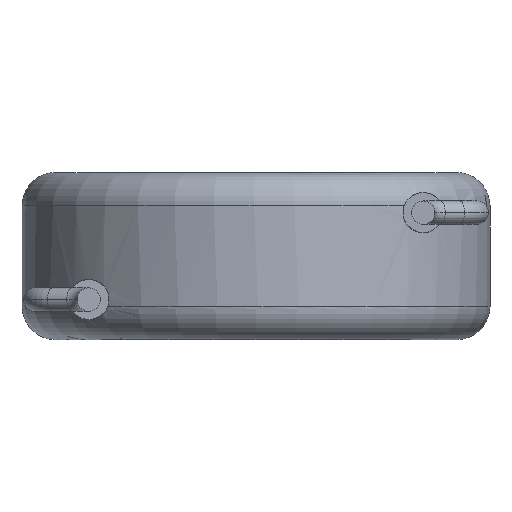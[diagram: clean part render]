
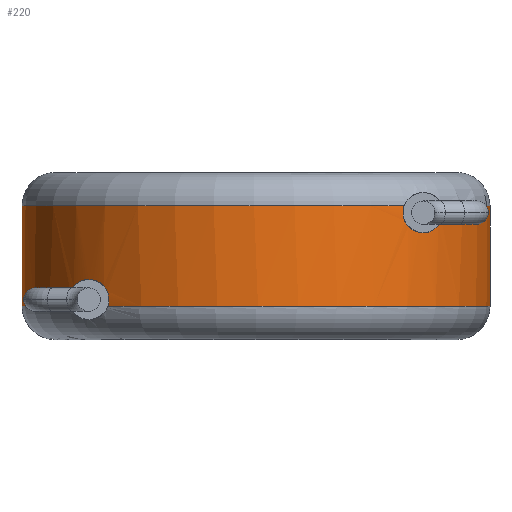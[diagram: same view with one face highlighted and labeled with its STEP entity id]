
A CAD part, front view. The second image highlights one B-rep face of the part: STEP entity #220.
In plain terms, the highlighted cylindrical face has radius 7 mm (diameter 14 mm), a partial arc.
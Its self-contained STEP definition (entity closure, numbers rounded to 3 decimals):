
#3 = CARTESIAN_POINT ( 'NONE',  ( -5.566, -4.245, 1. ) ) ;
#36 = CARTESIAN_POINT ( 'NONE',  ( -5.163, -4.728, 1.783 ) ) ;
#47 = CARTESIAN_POINT ( 'NONE',  ( -4.434, -5.416, 1. ) ) ;
#56 = CARTESIAN_POINT ( 'NONE',  ( 5.501, -4.329, 3.466 ) ) ;
#94 = EDGE_CURVE ( 'NONE', #4407, #795, #1172, .T. ) ;
#103 = CARTESIAN_POINT ( 'NONE',  ( 4.844, -5.054, 3.215 ) ) ;
#147 = CARTESIAN_POINT ( 'NONE',  ( 5.566, -4.245, 4. ) ) ;
#185 = CARTESIAN_POINT ( 'NONE',  ( 7., 0., 1. ) ) ;
#219 = LINE ( 'NONE', #838, #3269 ) ;
#220 = ADVANCED_FACE ( 'NONE', ( #1334 ), #930, .T. ) ;
#366 = EDGE_CURVE ( 'NONE', #445, #1621, #4101, .T. ) ;
#423 = ORIENTED_EDGE ( 'NONE', *, *, #2938, .T. ) ;
#426 = CARTESIAN_POINT ( 'NONE',  ( 5.382, -4.477, 3.328 ) ) ;
#433 = CARTESIAN_POINT ( 'NONE',  ( -5.584, -4.222, 1.051 ) ) ;
#445 = VERTEX_POINT ( 'NONE', #911 ) ;
#455 = CARTESIAN_POINT ( 'NONE',  ( 4.436, -5.415, 3.568 ) ) ;
#470 = CARTESIAN_POINT ( 'NONE',  ( -5., -4.899, 1.8 ) ) ;
#572 = CARTESIAN_POINT ( 'NONE',  ( 5.584, -4.222, 3.949 ) ) ;
#610 = EDGE_CURVE ( 'NONE', #1621, #4407, #4289, .T. ) ;
#623 = EDGE_CURVE ( 'NONE', #752, #3194, #912, .T. ) ;
#643 = AXIS2_PLACEMENT_3D ( 'NONE', #3052, #966, #2290 ) ;
#724 = CARTESIAN_POINT ( 'NONE',  ( -4.398, -5.446, 1.102 ) ) ;
#748 = CARTESIAN_POINT ( 'NONE',  ( 7., 0., 4. ) ) ;
#752 = VERTEX_POINT ( 'NONE', #3 ) ;
#795 = VERTEX_POINT ( 'NONE', #2411 ) ;
#806 = DIRECTION ( 'NONE',  ( 0., 0., -1. ) ) ;
#838 = CARTESIAN_POINT ( 'NONE',  ( 7., 0., 5. ) ) ;
#885 = VERTEX_POINT ( 'NONE', #748 ) ;
#891 = VERTEX_POINT ( 'NONE', #2125 ) ;
#911 = CARTESIAN_POINT ( 'NONE',  ( 5.566, -4.245, 4. ) ) ;
#912 = B_SPLINE_CURVE_WITH_KNOTS ( 'NONE', 3,
 ( #1838, #433, #1477, #2810, #3437, #3880, #3091, #4209, #3197, #36, #1400, #1063 ),
 .UNSPECIFIED., .F., .F.,
 ( 4, 2, 2, 2, 2, 4 ),
 ( 0.003, 0.003, 0.004, 0.004, 0.004, 0.005 ),
 .UNSPECIFIED. ) ;
#930 = CYLINDRICAL_SURFACE ( 'NONE', #643, 7. ) ;
#966 = DIRECTION ( 'NONE',  ( 0., 0., -1. ) ) ;
#990 = EDGE_CURVE ( 'NONE', #885, #445, #2579, .T. ) ;
#1063 = CARTESIAN_POINT ( 'NONE',  ( -5., -4.899, 1.8 ) ) ;
#1134 = CARTESIAN_POINT ( 'NONE',  ( 4.39, -5.452, 3.783 ) ) ;
#1154 = DIRECTION ( 'NONE',  ( 1., 0., 0. ) ) ;
#1172 = CIRCLE ( 'NONE', #1536, 7. ) ;
#1334 = FACE_OUTER_BOUND ( 'NONE', #4316, .T. ) ;
#1342 = DIRECTION ( 'NONE',  ( 0., 0., -1. ) ) ;
#1390 = CARTESIAN_POINT ( 'NONE',  ( 5.597, -4.205, 3.714 ) ) ;
#1400 = CARTESIAN_POINT ( 'NONE',  ( -5.083, -4.815, 1.8 ) ) ;
#1421 = CARTESIAN_POINT ( 'NONE',  ( 5.473, -4.364, 3.429 ) ) ;
#1441 = ORIENTED_EDGE ( 'NONE', *, *, #4126, .T. ) ;
#1465 = ORIENTED_EDGE ( 'NONE', *, *, #610, .T. ) ;
#1477 = CARTESIAN_POINT ( 'NONE',  ( -5.596, -4.205, 1.108 ) ) ;
#1522 = CARTESIAN_POINT ( 'NONE',  ( 0., 0., 4. ) ) ;
#1524 = DIRECTION ( 'NONE',  ( 0., 0., -1. ) ) ;
#1536 = AXIS2_PLACEMENT_3D ( 'NONE', #1522, #806, #2182 ) ;
#1582 = VERTEX_POINT ( 'NONE', #2779 ) ;
#1621 = VERTEX_POINT ( 'NONE', #2929 ) ;
#1675 = ORIENTED_EDGE ( 'NONE', *, *, #990, .T. ) ;
#1728 = LINE ( 'NONE', #1989, #1910 ) ;
#1767 = AXIS2_PLACEMENT_3D ( 'NONE', #4275, #2582, #1920 ) ;
#1781 = DIRECTION ( 'NONE',  ( 1., 0., 0. ) ) ;
#1797 = CARTESIAN_POINT ( 'NONE',  ( 4.923, -4.978, 3.2 ) ) ;
#1809 = CARTESIAN_POINT ( 'NONE',  ( 5.162, -4.73, 3.216 ) ) ;
#1838 = CARTESIAN_POINT ( 'NONE',  ( -5.566, -4.245, 1. ) ) ;
#1854 = B_SPLINE_CURVE_WITH_KNOTS ( 'NONE', 3,
 ( #470, #3140, #3528, #4169, #2168, #3466, #3843, #3209, #724, #47 ),
 .UNSPECIFIED., .F., .F.,
 ( 4, 2, 2, 2, 4 ),
 ( 0., 0., 0.001, 0.001, 0.001 ),
 .UNSPECIFIED. ) ;
#1894 = DIRECTION ( 'NONE',  ( 0., 0., 1. ) ) ;
#1910 = VECTOR ( 'NONE', #1342, 1000. ) ;
#1920 = DIRECTION ( 'NONE',  ( 1., 0., 0. ) ) ;
#1946 = ORIENTED_EDGE ( 'NONE', *, *, #4381, .T. ) ;
#1989 = CARTESIAN_POINT ( 'NONE',  ( -7., 0., 5. ) ) ;
#2009 = CARTESIAN_POINT ( 'NONE',  ( 5.596, -4.206, 3.892 ) ) ;
#2095 = DIRECTION ( 'NONE',  ( 0., 0., -1. ) ) ;
#2109 = EDGE_CURVE ( 'NONE', #885, #2494, #219, .T. ) ;
#2125 = CARTESIAN_POINT ( 'NONE',  ( -4.434, -5.416, 1. ) ) ;
#2158 = CARTESIAN_POINT ( 'NONE',  ( 4.69, -5.198, 3.28 ) ) ;
#2168 = CARTESIAN_POINT ( 'NONE',  ( -4.615, -5.264, 1.67 ) ) ;
#2182 = DIRECTION ( 'NONE',  ( 1., 0., 0. ) ) ;
#2210 = CIRCLE ( 'NONE', #4063, 7. ) ;
#2290 = DIRECTION ( 'NONE',  ( -1., 0., 0. ) ) ;
#2379 = CARTESIAN_POINT ( 'NONE',  ( 5.602, -4.197, 3.774 ) ) ;
#2401 = ORIENTED_EDGE ( 'NONE', *, *, #2109, .F. ) ;
#2411 = CARTESIAN_POINT ( 'NONE',  ( -7., 0., 4. ) ) ;
#2494 = VERTEX_POINT ( 'NONE', #185 ) ;
#2496 = CARTESIAN_POINT ( 'NONE',  ( 5., -4.899, 3.2 ) ) ;
#2504 = CARTESIAN_POINT ( 'NONE',  ( 0., 0., 4. ) ) ;
#2578 = EDGE_CURVE ( 'NONE', #891, #2494, #2952, .T. ) ;
#2579 = CIRCLE ( 'NONE', #3743, 7. ) ;
#2582 = DIRECTION ( 'NONE',  ( 0., 0., 1. ) ) ;
#2762 = CARTESIAN_POINT ( 'NONE',  ( 5.312, -4.56, 3.281 ) ) ;
#2779 = CARTESIAN_POINT ( 'NONE',  ( -7., 0., 1. ) ) ;
#2810 = CARTESIAN_POINT ( 'NONE',  ( -5.602, -4.197, 1.226 ) ) ;
#2824 = ORIENTED_EDGE ( 'NONE', *, *, #623, .T. ) ;
#2929 = CARTESIAN_POINT ( 'NONE',  ( 5., -4.899, 3.2 ) ) ;
#2938 = EDGE_CURVE ( 'NONE', #795, #1582, #1728, .T. ) ;
#2952 = CIRCLE ( 'NONE', #1767, 7. ) ;
#3052 = CARTESIAN_POINT ( 'NONE',  ( 0., 0., 5. ) ) ;
#3091 = CARTESIAN_POINT ( 'NONE',  ( -5.504, -4.327, 1.538 ) ) ;
#3111 = CARTESIAN_POINT ( 'NONE',  ( 5.57, -4.24, 3.604 ) ) ;
#3140 = CARTESIAN_POINT ( 'NONE',  ( -4.922, -4.978, 1.8 ) ) ;
#3142 = CARTESIAN_POINT ( 'NONE',  ( 5.55, -4.266, 3.554 ) ) ;
#3150 = CARTESIAN_POINT ( 'NONE',  ( 4.398, -5.446, 3.899 ) ) ;
#3158 = CARTESIAN_POINT ( 'NONE',  ( 4.434, -5.416, 4. ) ) ;
#3164 = CARTESIAN_POINT ( 'NONE',  ( 5., -4.899, 3.2 ) ) ;
#3171 = CARTESIAN_POINT ( 'NONE',  ( 4.434, -5.416, 4. ) ) ;
#3194 = VERTEX_POINT ( 'NONE', #4184 ) ;
#3197 = CARTESIAN_POINT ( 'NONE',  ( -5.312, -4.561, 1.719 ) ) ;
#3209 = CARTESIAN_POINT ( 'NONE',  ( -4.39, -5.452, 1.217 ) ) ;
#3241 = CARTESIAN_POINT ( 'NONE',  ( 0., 0., 1. ) ) ;
#3269 = VECTOR ( 'NONE', #1524, 1000. ) ;
#3437 = CARTESIAN_POINT ( 'NONE',  ( -5.597, -4.205, 1.286 ) ) ;
#3466 = CARTESIAN_POINT ( 'NONE',  ( -4.487, -5.374, 1.526 ) ) ;
#3528 = CARTESIAN_POINT ( 'NONE',  ( -4.845, -5.054, 1.786 ) ) ;
#3664 = ORIENTED_EDGE ( 'NONE', *, *, #94, .T. ) ;
#3743 = AXIS2_PLACEMENT_3D ( 'NONE', #2504, #2095, #1781 ) ;
#3834 = CARTESIAN_POINT ( 'NONE',  ( 4.487, -5.374, 3.475 ) ) ;
#3843 = CARTESIAN_POINT ( 'NONE',  ( -4.436, -5.415, 1.432 ) ) ;
#3880 = CARTESIAN_POINT ( 'NONE',  ( -5.557, -4.257, 1.45 ) ) ;
#3955 = ORIENTED_EDGE ( 'NONE', *, *, #366, .T. ) ;
#4063 = AXIS2_PLACEMENT_3D ( 'NONE', #3241, #1894, #1154 ) ;
#4101 = B_SPLINE_CURVE_WITH_KNOTS ( 'NONE', 3,
 ( #147, #572, #2009, #2379, #1390, #3111, #3142, #56, #1421, #426, #2762, #1809, #4155, #3164 ),
 .UNSPECIFIED., .F., .F.,
 ( 4, 2, 2, 2, 2, 2, 4 ),
 ( 0.001, 0.001, 0.001, 0.002, 0.002, 0.002, 0.002 ),
 .UNSPECIFIED. ) ;
#4126 = EDGE_CURVE ( 'NONE', #1582, #752, #2210, .T. ) ;
#4155 = CARTESIAN_POINT ( 'NONE',  ( 5.082, -4.815, 3.2 ) ) ;
#4169 = CARTESIAN_POINT ( 'NONE',  ( -4.69, -5.198, 1.721 ) ) ;
#4184 = CARTESIAN_POINT ( 'NONE',  ( -5., -4.899, 1.8 ) ) ;
#4209 = CARTESIAN_POINT ( 'NONE',  ( -5.382, -4.477, 1.671 ) ) ;
#4230 = CARTESIAN_POINT ( 'NONE',  ( 4.614, -5.264, 3.33 ) ) ;
#4275 = CARTESIAN_POINT ( 'NONE',  ( 0., 0., 1. ) ) ;
#4289 = B_SPLINE_CURVE_WITH_KNOTS ( 'NONE', 3,
 ( #2496, #1797, #103, #2158, #4230, #3834, #455, #1134, #3150, #3171 ),
 .UNSPECIFIED., .F., .F.,
 ( 4, 2, 2, 2, 4 ),
 ( 0.002, 0.003, 0.003, 0.003, 0.004 ),
 .UNSPECIFIED. ) ;
#4316 = EDGE_LOOP ( 'NONE', ( #2401, #1675, #3955, #1465, #3664, #423, #1441, #2824, #1946, #4412 ) ) ;
#4381 = EDGE_CURVE ( 'NONE', #3194, #891, #1854, .T. ) ;
#4407 = VERTEX_POINT ( 'NONE', #3158 ) ;
#4412 = ORIENTED_EDGE ( 'NONE', *, *, #2578, .T. ) ;
